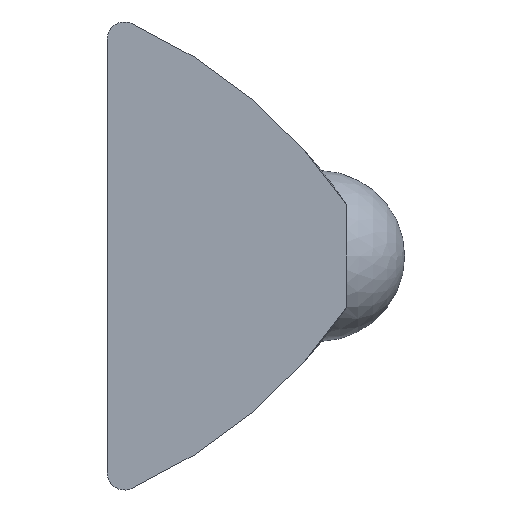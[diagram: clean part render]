
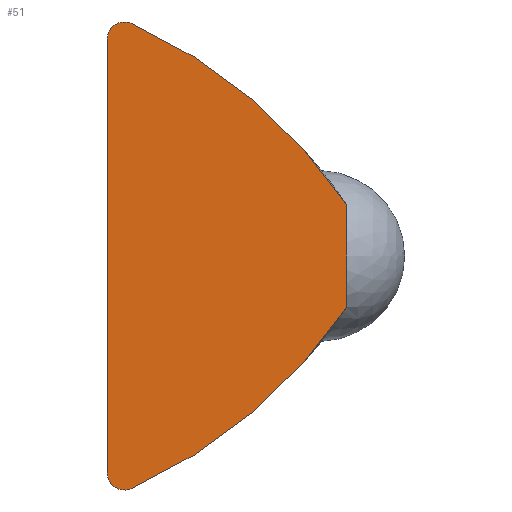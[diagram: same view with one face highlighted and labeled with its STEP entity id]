
A CAD part, left-side view. The second image highlights one B-rep face of the part: STEP entity #51.
In plain terms, the highlighted planar face has unit normal (-1, 0, 0).
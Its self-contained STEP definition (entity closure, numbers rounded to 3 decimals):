
#51 = ADVANCED_FACE( '', ( #106 ), #107, .F. );
#106 = FACE_OUTER_BOUND( '', #162, .T. );
#107 = PLANE( '', #163 );
#162 = EDGE_LOOP( '', ( #247, #248, #249, #250, #251, #252 ) );
#163 = AXIS2_PLACEMENT_3D( '', #253, #254, #255 );
#247 = ORIENTED_EDGE( '', *, *, #361, .F. );
#248 = ORIENTED_EDGE( '', *, *, #354, .F. );
#249 = ORIENTED_EDGE( '', *, *, #343, .F. );
#250 = ORIENTED_EDGE( '', *, *, #362, .F. );
#251 = ORIENTED_EDGE( '', *, *, #363, .F. );
#252 = ORIENTED_EDGE( '', *, *, #364, .F. );
#253 = CARTESIAN_POINT( '', ( 0., 6.5, 6.35 ) );
#254 = DIRECTION( '', ( 1., 0., 0. ) );
#255 = DIRECTION( '', ( 0., 0., -1. ) );
#343 = EDGE_CURVE( '', #405, #407, #408, .T. );
#354 = EDGE_CURVE( '', #407, #425, #426, .T. );
#361 = EDGE_CURVE( '', #425, #435, #436, .T. );
#362 = EDGE_CURVE( '', #437, #405, #438, .T. );
#363 = EDGE_CURVE( '', #439, #437, #440, .T. );
#364 = EDGE_CURVE( '', #435, #439, #441, .T. );
#405 = VERTEX_POINT( '', #538 );
#407 = VERTEX_POINT( '', #541 );
#408 = CIRCLE( '', #542, 15. );
#425 = VERTEX_POINT( '', #563 );
#426 = CIRCLE( '', #564, 0.5 );
#435 = VERTEX_POINT( '', #579 );
#436 = LINE( '', #580, #581 );
#437 = VERTEX_POINT( '', #582 );
#438 = LINE( '', #583, #584 );
#439 = VERTEX_POINT( '', #585 );
#440 = CIRCLE( '', #586, 15. );
#441 = CIRCLE( '', #587, 0.5 );
#538 = CARTESIAN_POINT( '', ( 0., 0., -1.5 ) );
#541 = CARTESIAN_POINT( '', ( 0., 6.3, -6.808 ) );
#542 = AXIS2_PLACEMENT_3D( '', #640, #641, #642 );
#563 = CARTESIAN_POINT( '', ( 0., 7., -6.35 ) );
#564 = AXIS2_PLACEMENT_3D( '', #659, #660, #661 );
#579 = CARTESIAN_POINT( '', ( 0., 7., 6.35 ) );
#580 = CARTESIAN_POINT( '', ( 0., 7., -6.35 ) );
#581 = VECTOR( '', #669, 1000. );
#582 = CARTESIAN_POINT( '', ( 0., 0., 1.5 ) );
#583 = CARTESIAN_POINT( '', ( 0., 0., 1.5 ) );
#584 = VECTOR( '', #670, 1000. );
#585 = CARTESIAN_POINT( '', ( 0., 6.3, 6.808 ) );
#586 = AXIS2_PLACEMENT_3D( '', #671, #672, #673 );
#587 = AXIS2_PLACEMENT_3D( '', #674, #675, #676 );
#640 = CARTESIAN_POINT( '', ( 0., 12.444, 6.876 ) );
#641 = DIRECTION( '', ( 1., 0., 0. ) );
#642 = DIRECTION( '', ( 0., 0., -1. ) );
#659 = CARTESIAN_POINT( '', ( 0., 6.5, -6.35 ) );
#660 = DIRECTION( '', ( 1., 0., 0. ) );
#661 = DIRECTION( '', ( 0., 0., -1. ) );
#669 = DIRECTION( '', ( 0., 0., 1. ) );
#670 = DIRECTION( '', ( 0., 0., -1. ) );
#671 = CARTESIAN_POINT( '', ( 0., 12.444, -6.876 ) );
#672 = DIRECTION( '', ( 1., 0., 0. ) );
#673 = DIRECTION( '', ( 0., 0., -1. ) );
#674 = CARTESIAN_POINT( '', ( 0., 6.5, 6.35 ) );
#675 = DIRECTION( '', ( 1., 0., 0. ) );
#676 = DIRECTION( '', ( 0., 0., -1. ) );
